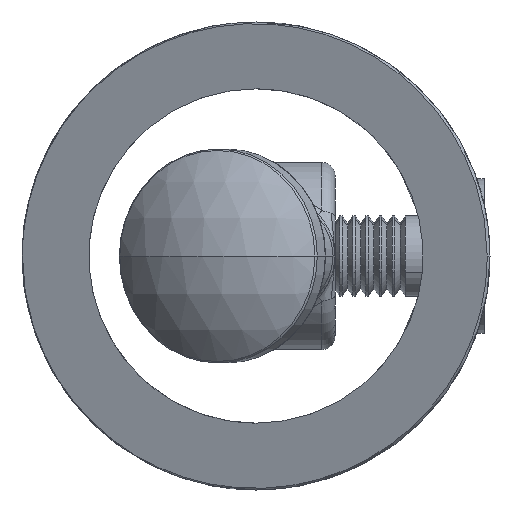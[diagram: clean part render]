
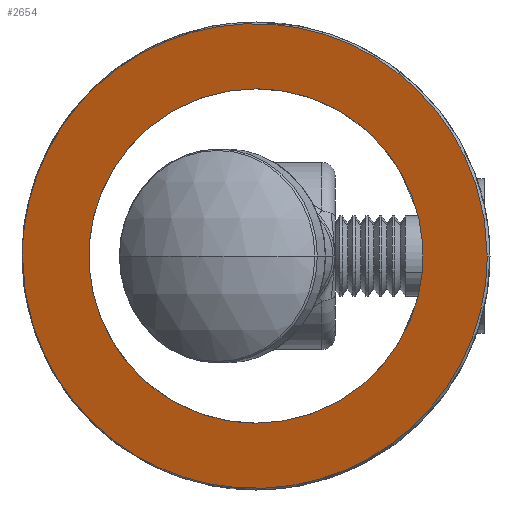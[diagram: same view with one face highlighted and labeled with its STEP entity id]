
A CAD part, front view. The second image highlights one B-rep face of the part: STEP entity #2654.
In plain terms, the highlighted planar face has unit normal (-0.383, -0.924, 0).
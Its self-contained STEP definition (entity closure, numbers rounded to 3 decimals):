
#210 = CARTESIAN_POINT ( 'NONE',  ( 8.69, -15.351, 15.171 ) ) ;
#380 = EDGE_CURVE ( 'NONE', #1869, #9709, #3494, .T. ) ;
#559 = CARTESIAN_POINT ( 'NONE',  ( -17.464, -4.518, -2.304 ) ) ;
#598 = CARTESIAN_POINT ( 'NONE',  ( 15.083, -17.999, -8.778 ) ) ;
#821 = CARTESIAN_POINT ( 'NONE',  ( 0., -11.751, -12.5 ) ) ;
#869 = EDGE_CURVE ( 'NONE', #2841, #2458, #2188, .T. ) ;
#951 = CARTESIAN_POINT ( 'NONE',  ( 0., -11.751, 12.5 ) ) ;
#1049 = CARTESIAN_POINT ( 'NONE',  ( 2.216, -12.669, 17.376 ) ) ;
#1376 = CARTESIAN_POINT ( 'NONE',  ( -15.26, -5.431, -8.778 ) ) ;
#1411 = CARTESIAN_POINT ( 'NONE',  ( 17.288, -18.912, -2.304 ) ) ;
#1869 = VERTEX_POINT ( 'NONE', #3871 ) ;
#1870 = CARTESIAN_POINT ( 'NONE',  ( -4.609, -9.842, 16.935 ) ) ;
#1943 = DIRECTION ( 'NONE',  ( -0.383, -0.924, 0. ) ) ;
#2003 = CARTESIAN_POINT ( 'NONE',  ( 0., -11.751, 12.5 ) ) ;
#2188 = B_SPLINE_CURVE_WITH_KNOTS ( 'NONE', 3,
 ( #3426, #2627, #7417, #4230, #9826, #5040, #210, #5840, #1049, #6651, #1870, #7450, #2668, #8257, #3470, #9066, #4266, #9867 ),
 .UNSPECIFIED., .F., .F.,
 ( 4, 2, 2, 2, 2, 2, 2, 2, 4 ),
 ( 0., 0.062, 0.125, 0.187, 0.25, 0.312, 0.375, 0.438, 0.5 ),
 .UNSPECIFIED. ) ;
#2195 = CARTESIAN_POINT ( 'NONE',  ( -10.746, -7.3, -13.915 ) ) ;
#2458 = VERTEX_POINT ( 'NONE', #4754 ) ;
#2627 = CARTESIAN_POINT ( 'NONE',  ( 17.288, -18.912, 2.304 ) ) ;
#2654 = ADVANCED_FACE ( 'NONE', ( #4590, #6217 ), #9902, .T. ) ;
#2668 = CARTESIAN_POINT ( 'NONE',  ( -10.745, -7.3, 13.915 ) ) ;
#2841 = VERTEX_POINT ( 'NONE', #8428 ) ;
#2990 = CARTESIAN_POINT ( 'NONE',  ( -4.609, -9.842, -16.935 ) ) ;
#3426 = CARTESIAN_POINT ( 'NONE',  ( 17.288, -18.912, 0. ) ) ;
#3470 = CARTESIAN_POINT ( 'NONE',  ( -15.259, -5.431, 8.778 ) ) ;
#3494 =( BOUNDED_CURVE ( )  B_SPLINE_CURVE ( 3, ( #4932, #9731, #5737, #951 ),
 .UNSPECIFIED., .F., .F. ) 
 B_SPLINE_CURVE_WITH_KNOTS ( ( 4, 4 ),
 ( 4.712, 7.854 ),
 .UNSPECIFIED. ) 
 CURVE ( )  GEOMETRIC_REPRESENTATION_ITEM ( )  RATIONAL_B_SPLINE_CURVE ( ( 1., 0.333, 0.333, 1. ) ) 
 REPRESENTATION_ITEM ( '' )  );
#3787 = CARTESIAN_POINT ( 'NONE',  ( 2.216, -12.669, -17.376 ) ) ;
#3871 = CARTESIAN_POINT ( 'NONE',  ( 0., -11.751, -12.5 ) ) ;
#4067 = EDGE_LOOP ( 'NONE', ( #4258, #6103 ) ) ;
#4230 = CARTESIAN_POINT ( 'NONE',  ( 15.084, -17.999, 8.778 ) ) ;
#4258 = ORIENTED_EDGE ( 'NONE', *, *, #380, .F. ) ;
#4266 = CARTESIAN_POINT ( 'NONE',  ( -17.463, -4.518, 2.304 ) ) ;
#4590 = FACE_OUTER_BOUND ( 'NONE', #7408, .T. ) ;
#4592 = CARTESIAN_POINT ( 'NONE',  ( 8.69, -15.351, -15.172 ) ) ;
#4754 = CARTESIAN_POINT ( 'NONE',  ( -17.464, -4.518, 0. ) ) ;
#4932 = CARTESIAN_POINT ( 'NONE',  ( 0., -11.751, -12.5 ) ) ;
#4997 = AXIS2_PLACEMENT_3D ( 'NONE', #5114, #1943, #7520 ) ;
#5040 = CARTESIAN_POINT ( 'NONE',  ( 10.57, -16.129, 13.915 ) ) ;
#5114 = CARTESIAN_POINT ( 'NONE',  ( 17.5, -19., 38. ) ) ;
#5366 = CARTESIAN_POINT ( 'NONE',  ( -17.464, -4.518, 0. ) ) ;
#5395 = CARTESIAN_POINT ( 'NONE',  ( 13.828, -17.479, -10.658 ) ) ;
#5618 = CARTESIAN_POINT ( 'NONE',  ( -25., -1.396, -12.5 ) ) ;
#5737 = CARTESIAN_POINT ( 'NONE',  ( 25., -22.107, 12.5 ) ) ;
#5840 = CARTESIAN_POINT ( 'NONE',  ( 4.433, -13.588, 16.935 ) ) ;
#6103 = ORIENTED_EDGE ( 'NONE', *, *, #10401, .F. ) ;
#6172 = CARTESIAN_POINT ( 'NONE',  ( -17.022, -4.7, -4.521 ) ) ;
#6201 = CARTESIAN_POINT ( 'NONE',  ( 16.847, -18.73, -4.52 ) ) ;
#6217 = FACE_BOUND ( 'NONE', #4067, .T. ) ;
#6350 =( BOUNDED_CURVE ( )  B_SPLINE_CURVE ( 3, ( #2003, #9612, #5618, #821 ),
 .UNSPECIFIED., .F., .F. ) 
 B_SPLINE_CURVE_WITH_KNOTS ( ( 4, 4 ),
 ( 1.571, 4.712 ),
 .UNSPECIFIED. ) 
 CURVE ( )  GEOMETRIC_REPRESENTATION_ITEM ( )  RATIONAL_B_SPLINE_CURVE ( ( 1., 0.333, 0.333, 1. ) ) 
 REPRESENTATION_ITEM ( '' )  );
#6636 = B_SPLINE_CURVE_WITH_KNOTS ( 'NONE', 3,
 ( #5366, #559, #6172, #1376, #6985, #2195, #7771, #2990, #8579, #3787, #9394, #4592, #10194, #5395, #598, #6201, #1411, #7018 ),
 .UNSPECIFIED., .F., .F.,
 ( 4, 2, 2, 2, 2, 2, 2, 2, 4 ),
 ( 0.5, 0.563, 0.625, 0.688, 0.75, 0.812, 0.875, 0.938, 1. ),
 .UNSPECIFIED. ) ;
#6651 = CARTESIAN_POINT ( 'NONE',  ( -2.391, -10.761, 17.376 ) ) ;
#6985 = CARTESIAN_POINT ( 'NONE',  ( -14.003, -5.951, -10.658 ) ) ;
#7018 = CARTESIAN_POINT ( 'NONE',  ( 17.288, -18.912, 0. ) ) ;
#7408 = EDGE_LOOP ( 'NONE', ( #9914, #7463 ) ) ;
#7417 = CARTESIAN_POINT ( 'NONE',  ( 16.847, -18.729, 4.521 ) ) ;
#7450 = CARTESIAN_POINT ( 'NONE',  ( -8.866, -8.079, 15.172 ) ) ;
#7463 = ORIENTED_EDGE ( 'NONE', *, *, #9117, .T. ) ;
#7520 = DIRECTION ( 'NONE',  ( 0.924, -0.383, 0. ) ) ;
#7771 = CARTESIAN_POINT ( 'NONE',  ( -8.865, -8.079, -15.171 ) ) ;
#8149 = CARTESIAN_POINT ( 'NONE',  ( 0., -11.751, 12.5 ) ) ;
#8257 = CARTESIAN_POINT ( 'NONE',  ( -14.003, -5.951, 10.658 ) ) ;
#8428 = CARTESIAN_POINT ( 'NONE',  ( 17.288, -18.912, 0. ) ) ;
#8579 = CARTESIAN_POINT ( 'NONE',  ( -2.391, -10.761, -17.376 ) ) ;
#9066 = CARTESIAN_POINT ( 'NONE',  ( -17.023, -4.7, 4.521 ) ) ;
#9117 = EDGE_CURVE ( 'NONE', #2458, #2841, #6636, .T. ) ;
#9394 = CARTESIAN_POINT ( 'NONE',  ( 4.433, -13.588, -16.935 ) ) ;
#9612 = CARTESIAN_POINT ( 'NONE',  ( -25., -1.396, 12.5 ) ) ;
#9709 = VERTEX_POINT ( 'NONE', #8149 ) ;
#9731 = CARTESIAN_POINT ( 'NONE',  ( 25., -22.107, -12.5 ) ) ;
#9826 = CARTESIAN_POINT ( 'NONE',  ( 13.827, -17.479, 10.658 ) ) ;
#9867 = CARTESIAN_POINT ( 'NONE',  ( -17.464, -4.518, 0. ) ) ;
#9902 = PLANE ( 'NONE',  #4997 ) ;
#9914 = ORIENTED_EDGE ( 'NONE', *, *, #869, .T. ) ;
#10194 = CARTESIAN_POINT ( 'NONE',  ( 10.57, -16.129, -13.915 ) ) ;
#10401 = EDGE_CURVE ( 'NONE', #9709, #1869, #6350, .T. ) ;
